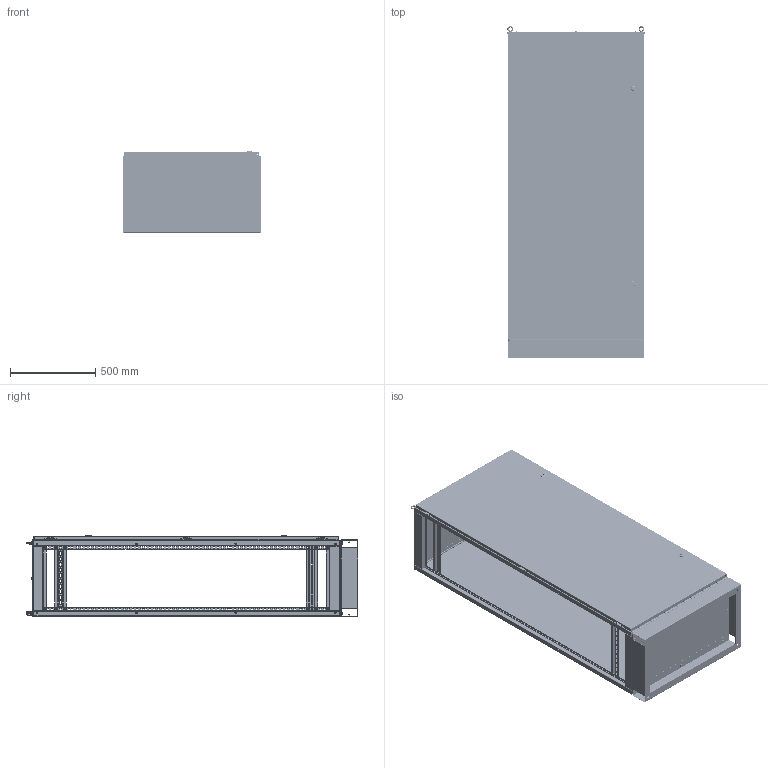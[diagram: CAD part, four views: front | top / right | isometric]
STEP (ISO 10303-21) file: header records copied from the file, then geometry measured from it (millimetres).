
FILE_DESCRIPTION (( 'STEP AP203' ), '1' );
FILE_NAME ('Êàðêàñ ÂÐÓ-1 Unit R ðàçáîðíûé (1800õ800õ450) IP54 EKF PROxima.STEP', '2022-10-24T07:45:50', ( '' ), ( '' ), 'SwSTEP 2.0', 'SolidWorks 2021', '' );
FILE_SCHEMA (( 'CONFIG_CONTROL_DESIGN' ));
Length unit declared in the file: millimetre
Products named in the file (41): Íàâåñêà íà êîðïóñ ïîä êëåïêó; hex flange nut_din_Hexagon Flange Nut DIN 6923 - M8 - N; plain washer grade a_din_Washer DIN 125 - A 8.4; hex flange bolt_din_DIN 6921 - M8 x 20 x 20-N; 昈-2440.01.01.01.000 砑鳧罻 捘; ÌÈ-2510.06.01.001 Øâåëëåð ïåðåäíèé; Ïåòëÿ íà äâåðü ï-îáðàçíàÿ; ÓÊ ÌÈ-2510 íà êðûøó; ﾌﾈ-2510.02.00.000 ﾊ ﾑﾁ; Øïèëüêà Ì6õ12; hex flange bolt_din_DIN 6921 - M8 x 16 x 16-N; ÌÈ-2589.04.00.001 Ñòåíêà çàäíÿÿ; ÌÈ-2510.06.01.000 Øâåëëåð ïåðåäíèé â ñáîðå; ÌÈ-2510.03.00.000 Ïåðåìû÷êà ÑÁ; Çàêëåïêà ãàå÷íàÿ Ì6; pan head cross recess screw_din_DIN EN ISO 7045 - M6 x 16 - Z - 16N; ÌÈ-2589.01.00.000 Ðàìà ïåðåäíÿÿ ÑÁ; round head short square neck bolt_ai_RHSSNBOLT 0.25-20x0.5x0.5-N; 昈-2587.01.01.001 栺鍣罻; ÓÊ ÌÈ-2589 íà äâåðü; ﾌﾈ-2589.01.02.000 ﾄ粢 ﾑﾁ; rivet 02_din1_DIN 660-5x10-St-A-4; ÌÈ-2589.04.00.000 Ñòåíêà çàäíÿÿ ÑÁ; ﾌﾈ-2510.02.00.001 ﾊ; 倘-2587.01.01.001 羊铋赅_忇牏狅; eyebolt580_din_Eyebolt DIN 358-M8-N; Çàìîê áîëüøîé; Êàðêàñ ÂÐÓ-1 Unit R ðàçáîðíûé (1800õ800õ450) IP54 EKF PROxima; ÌÈ-2510.03.00.001 Ïåðåìû÷êà; 昈-2510.06.00.000 絊膰錪 捘; hex flange nut_din_Hexagon Flange Nut DIN 6923 - M6 - N; curved spring lock washer_din_Spring washer DIN 128 - A8; 昈-2510.05.00.001 婄錪鸆櫡翴錪; 昈-2510.05.00.000 婄錪鸆櫡翴錪 捘; 昈-2440.01.01.01.001 砑鳧罻; ÌÈ-2510.06.00.001 Øâåëëåð áîêîâîé; ÌÈ-2440.01.01.002 Ïåðåêëàäèíà ; hex nut gradec_din_Hexagon Nut ISO 4034 - M8 - N; ﾌﾈ-2450.01.02.001 ﾄ粢; 昈-2589.01.01.000 忺謤僔 譇檞 捘 ...
Assembly tree (144 placements, depth 5):
  Êàðêàñ ÂÐÓ-1 Unit R ðàçáîðíûé (1800õ800õ450) IP54 EKF PROxima
    ÌÈ-2589.01.00.000 Ðàìà ïåðåäíÿÿ ÑÁ
      昈-2589.01.01.000 忺謤僔 譇檞 捘
        昈-2587.01.01.001 栺鍣罻
        ÌÈ-2440.01.01.002 Ïåðåêëàäèíà   x2
        倘-2587.01.01.001 羊铋赅_忇牏狅
        昈-2440.01.01.01.000 砑鳧罻 捘  x2
          昈-2440.01.01.01.001 砑鳧罻
          Øïèëüêà Ì6õ12
      ﾌﾈ-2589.01.02.000 ﾄ粢 ﾑﾁ
        ﾌﾈ-2450.01.02.001 ﾄ粢
        Çàìîê áîëüøîé  x2
        Ïåòëÿ íà äâåðü ï-îáðàçíàÿ  x3
        Øïèëüêà Ì6õ12
        ÓÊ ÌÈ-2589 íà äâåðü
      Íàâåñêà íà êîðïóñ ïîä êëåïêó  x3
      rivet 02_din1_DIN 660-5x10-St-A-4  x6
      Çàêëåïêà ãàå÷íàÿ Ì6  x11
      hex flange nut_din_Hexagon Flange Nut DIN 6923 - M6 - N
    ÌÈ-2589.04.00.000 Ñòåíêà çàäíÿÿ ÑÁ
      ÌÈ-2589.04.00.001 Ñòåíêà çàäíÿÿ
      Çàêëåïêà ãàå÷íàÿ Ì6  x11
    ÌÈ-2510.03.00.000 Ïåðåìû÷êà ÑÁ  x4
      ÌÈ-2510.03.00.001 Ïåðåìû÷êà
      Çàêëåïêà ãàå÷íàÿ Ì6
    round head short square neck bolt_ai_RHSSNBOLT 0.25-20x0.5x0.5-N  x8
    hex flange nut_din_Hexagon Flange Nut DIN 6923 - M6 - N  x8
    hex flange bolt_din_DIN 6921 - M8 x 16 x 16-N  x8
    hex nut gradec_din_Hexagon Nut ISO 4034 - M8 - N  x10
    ﾌﾈ-2510.00.00.001 ﾊ煇鳫  x4
    ﾌﾈ-2510.02.00.000 ﾊ ﾑﾁ
      ﾌﾈ-2510.02.00.001 ﾊ
      ÓÊ ÌÈ-2510 íà êðûøó
    Çàêëåïêà ãàå÷íàÿ Ì6
    pan head cross recess screw_din_DIN EN ISO 7045 - M6 x 16 - Z - 16N  x10
    eyebolt580_din_Eyebolt DIN 358-M8-N  x2
    curved spring lock washer_din_Spring washer DIN 128 - A8  x2
    plain washer grade a_din_Washer DIN 125 - A 8.4  x2
    昈-2510.06.00.000 絊膰錪 捘
      ÌÈ-2510.06.01.000 Øâåëëåð ïåðåäíèé â ñáîðå  x2
        ÌÈ-2510.06.01.001 Øâåëëåð ïåðåäíèé
        Øïèëüêà Ì6õ12
      ÌÈ-2510.06.00.001 Øâåëëåð áîêîâîé  x2
    昈-2510.05.00.000 婄錪鸆櫡翴錪 捘
      昈-2510.05.00.001 婄錪鸆櫡翴錪
      ÓÊ ÌÈ-2510 íà êðûøó
    hex flange nut_din_Hexagon Flange Nut DIN 6923 - M8 - N  x8
    hex flange bolt_din_DIN 6921 - M8 x 20 x 20-N  x8
Bounding box: 805.45 x 1947.5 x 478.57 mm (x, y, z)
Volume: 6525625 mm3; surface area: 11257053 mm2
Topology: 140 solids, 150 shells, 6091 faces, 14870 edges, 9172 vertices
Faces by surface type: plane 3169, cylinder 1428, cone 852, torus 314, bspline 292, sphere 36
Entity records: 94044 total; most frequent: CARTESIAN_POINT 20615, ORIENTED_EDGE 13762, DIRECTION 12978, EDGE_CURVE 6881, LINE 5454, VECTOR 5454, VERTEX_POINT 4403, AXIS2_PLACEMENT_3D 3762
